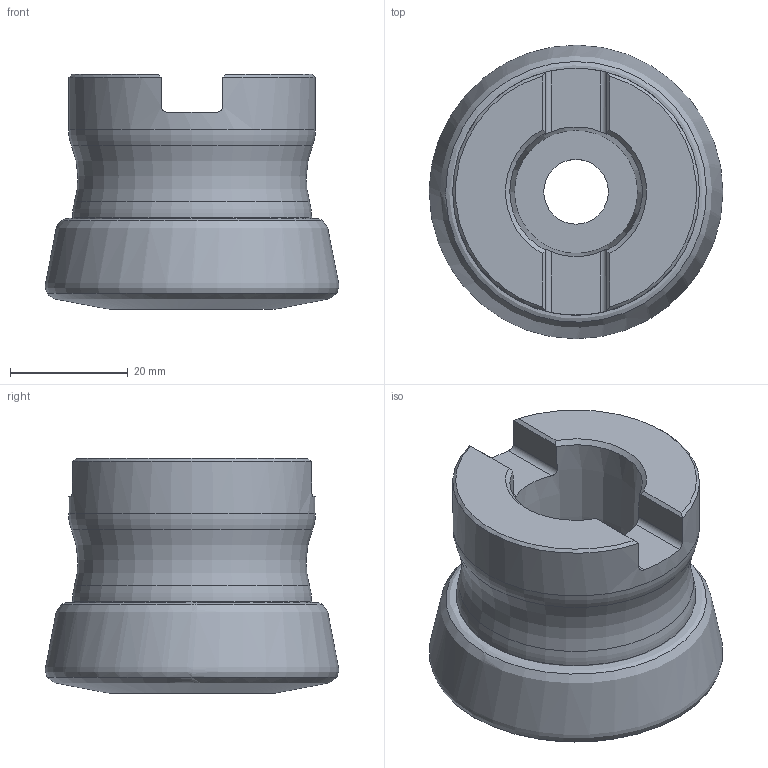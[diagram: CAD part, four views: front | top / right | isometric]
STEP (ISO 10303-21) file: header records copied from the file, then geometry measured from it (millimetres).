
FILE_DESCRIPTION(/* description */ (''),/* implementation_level */ '2;1');
FILE_NAME(/* name */ 'R220.21-0050-SP14.4A_Basic.stp',/* time_stamp */ '2021-05-03T11:56:04+05:00',/* author */ (''),/* organization */ (''),/* preprocessor_version */ 'ST-DEVELOPER v16.7',/* originating_system */ 'SIEMENS PLM Software NX 12.0',/* authorisation */ '');
FILE_SCHEMA (('AUTOMOTIVE_DESIGN { 1 0 10303 214 3 1 1 1 }'));
Length unit declared in the file: millimetre
Products named in the file (4): CUT; NOCUT; ASSEMBLY_CONSTRUCTION; inpu435CAC53ip60
Assembly tree (3 placements, depth 2):
  inpu435CAC53ip60
    ASSEMBLY_CONSTRUCTION
    NOCUT
    CUT
Bounding box: 49.93 x 49.92 x 40 mm (x, y, z)
Volume: 62973.1 mm3; surface area: 15829.7 mm2
Topology: 2 solids, 2 shells, 40 faces, 104 edges, 77 vertices
Faces by surface type: plane 15, cylinder 8, cone 7, torus 6, revolution 4
Full cylindrical faces by diameter (mm): 11 x1, 16 x1, 40.7 x1, 42 x1
Entity records: 1502 total; most frequent: CARTESIAN_POINT 464, DIRECTION 184, ORIENTED_EDGE 150, AXIS2_PLACEMENT_3D 80, EDGE_CURVE 75, EDGE_LOOP 60, VERTEX_POINT 55, ADVANCED_FACE 40
